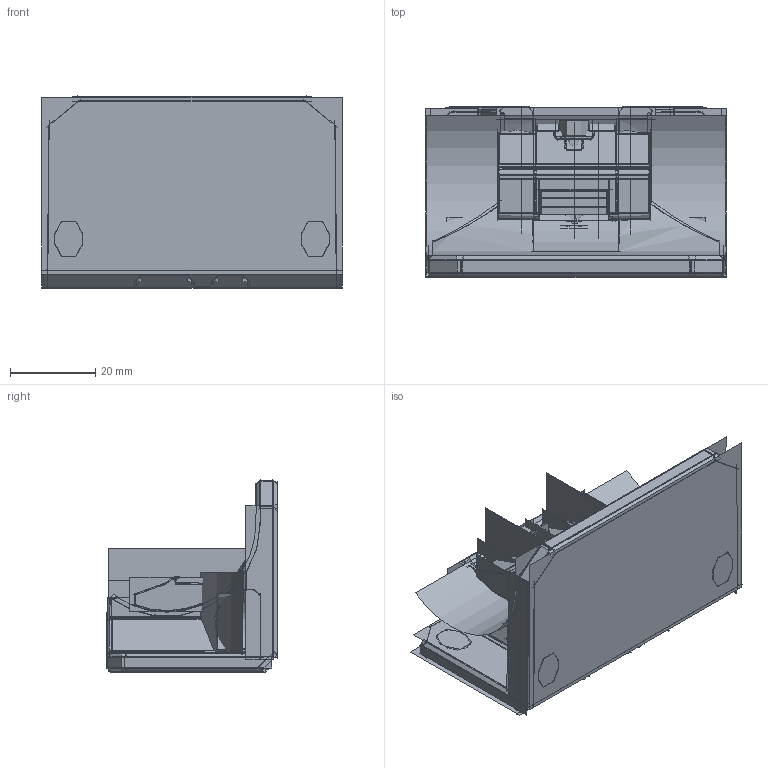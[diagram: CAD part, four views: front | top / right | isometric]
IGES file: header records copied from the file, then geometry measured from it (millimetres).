
Start section:  PTC IGES file: 194105.igs
Global section: file name: 194105.igs; native system: Creo Parametric by Parametric Technology Corporation; preprocessor: 2013230; author: pdmadmin; organization: Unknown; date: 20160310.090533; units: millimetre
Bounding box: 70.74 x 40.33 x 45.32 mm (x, y, z)
Volume: 38575.3 mm3; surface area: 117690.8 mm2
Topology: 10 solids, 12 shells, 2960 faces, 14805 edges, 18427 vertices
Faces by surface type: bspline 1886, revolution 1074
